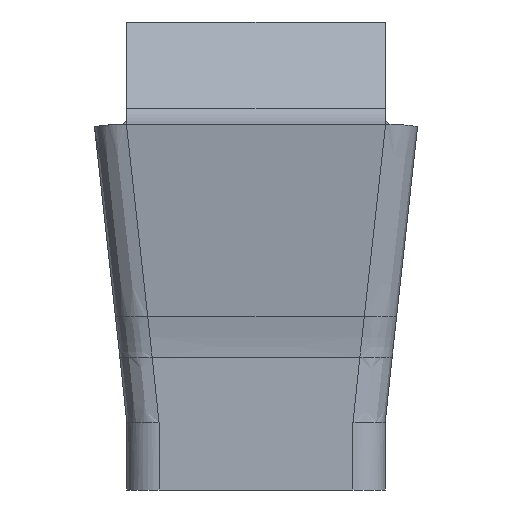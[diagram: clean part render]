
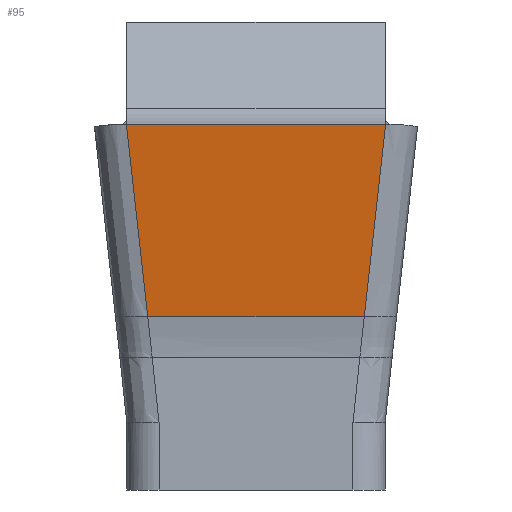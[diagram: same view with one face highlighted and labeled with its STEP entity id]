
A CAD part, front view. The second image highlights one B-rep face of the part: STEP entity #95.
In plain terms, the highlighted planar face has unit normal (0, -0.993, -0.122).
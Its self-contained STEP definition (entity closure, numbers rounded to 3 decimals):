
#95=ADVANCED_FACE('SIDE_FP_AN_SU1',(#175),#143,.T.);
#143=PLANE('',#1079);
#175=FACE_OUTER_BOUND('',#231,.T.);
#231=EDGE_LOOP('',(#527,#528,#529,#530));
#307=LINE('',#2029,#373);
#308=LINE('',#2030,#374);
#373=VECTOR('',#1175,1.);
#374=VECTOR('',#1176,1.);
#527=ORIENTED_EDGE('',*,*,#897,.T.);
#528=ORIENTED_EDGE('',*,*,#903,.T.);
#529=ORIENTED_EDGE('',*,*,#899,.T.);
#530=ORIENTED_EDGE('',*,*,#904,.F.);
#786=VERTEX_POINT('',#1926);
#787=VERTEX_POINT('',#1931);
#788=VERTEX_POINT('',#1971);
#789=VERTEX_POINT('',#1972);
#897=EDGE_CURVE('',#787,#786,#1019,.T.);
#899=EDGE_CURVE('',#788,#789,#1021,.T.);
#903=EDGE_CURVE('',#786,#788,#307,.T.);
#904=EDGE_CURVE('',#787,#789,#308,.T.);
#1019=B_SPLINE_CURVE_WITH_KNOTS('',3,(#1927,#1928,#1929,#1930),
 .UNSPECIFIED.,.F.,.F.,(4,4),(0.,1.),.UNSPECIFIED.);
#1021=B_SPLINE_CURVE_WITH_KNOTS('',3,(#1967,#1968,#1969,#1970),
 .UNSPECIFIED.,.F.,.F.,(4,4),(0.,1.),.UNSPECIFIED.);
#1079=AXIS2_PLACEMENT_3D('',#2031,#1177,#1178);
#1175=DIRECTION('',(-1.,0.,0.));
#1176=DIRECTION('',(-1.,0.,0.));
#1177=DIRECTION('',(0.,-0.993,-0.122));
#1178=DIRECTION('',(-1.,0.,0.));
#1926=CARTESIAN_POINT('',(1.603,-12.538,0.03));
#1927=CARTESIAN_POINT('',(1.34,-12.246,-2.351));
#1928=CARTESIAN_POINT('',(1.428,-12.343,-1.557));
#1929=CARTESIAN_POINT('',(1.516,-12.441,-0.764));
#1930=CARTESIAN_POINT('',(1.603,-12.538,0.03));
#1931=CARTESIAN_POINT('',(1.34,-12.246,-2.351));
#1967=CARTESIAN_POINT('',(-1.603,-12.538,0.03));
#1968=CARTESIAN_POINT('',(-1.516,-12.441,-0.764));
#1969=CARTESIAN_POINT('',(-1.428,-12.343,-1.557));
#1970=CARTESIAN_POINT('',(-1.34,-12.246,-2.351));
#1971=CARTESIAN_POINT('',(-1.603,-12.538,0.03));
#1972=CARTESIAN_POINT('',(-1.34,-12.246,-2.351));
#2029=CARTESIAN_POINT('',(-13.,-12.538,0.03));
#2030=CARTESIAN_POINT('',(0.,-12.246,-2.351));
#2031=CARTESIAN_POINT('',(0.,-13.062,4.295));
